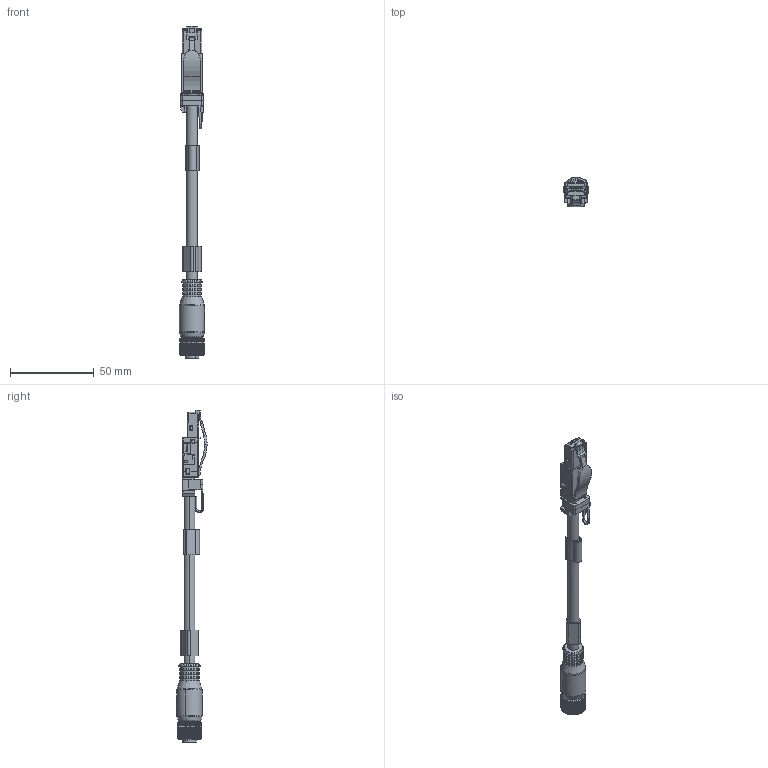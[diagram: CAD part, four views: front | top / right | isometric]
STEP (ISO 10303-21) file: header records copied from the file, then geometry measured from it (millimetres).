
FILE_DESCRIPTION(('CATIA V5 STEP Exchange','CAx-IF Rec.Pracs.--- Model Styling and Organization---1.5--- 2016-08-15','CAx-IF Rec.Pracs.---Supplemental Geometry---1.0---2011-11-01','CAx-IF Rec.Pracs.--- Composite Materials ---1.1---2010-07-15'),'2;1');
FILE_NAME ('2123193-2_0', '2024-11-25T09:41:58+00:00', ('none'), ('Weidmueller'), 'CATIA Version 5-6 Release 2022 SP4 HF5', 'CATIA V5 STEP AP214 v3', 'none');
FILE_SCHEMA(('AUTOMOTIVE_DESIGN { 1 0 10303 214 1 1 1 1 }'));
Products named in the file (1): 1211080200
Bounding box: 14.98 x 18 x 197.82 mm (x, y, z)
Volume: 14234.2 mm3; surface area: 13709 mm2
Topology: 1 solids, 6 shells, 1586 faces, 4517 edges, 2910 vertices
Faces by surface type: plane 1027, cylinder 420, torus 67, cone 37, revolution 12, sphere 12, bspline 9, extrusion 2
Entity records: 52135 total; most frequent: CARTESIAN_POINT 13841, ORIENTED_EDGE 9006, DIRECTION 5836, EDGE_CURVE 4503, VECTOR 3148, LINE 3146, VERTEX_POINT 2910, AXIS2_PLACEMENT_3D 1698
